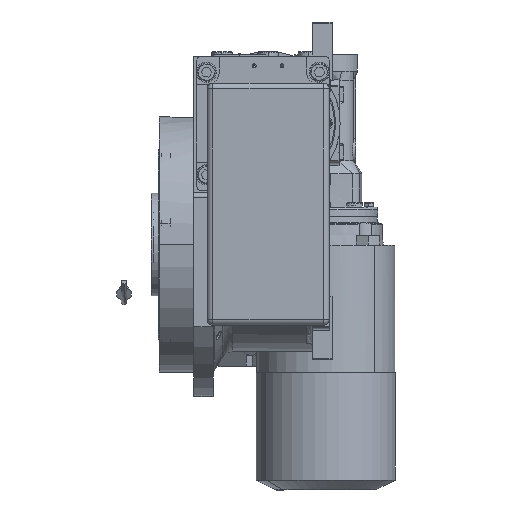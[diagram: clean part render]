
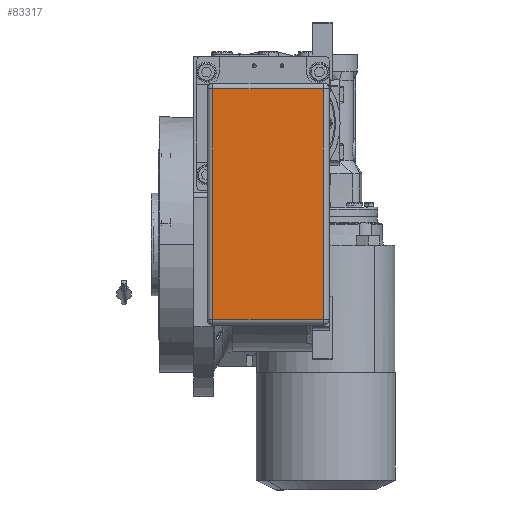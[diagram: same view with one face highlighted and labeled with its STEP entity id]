
A CAD part, left-side view. The second image highlights one B-rep face of the part: STEP entity #83317.
In plain terms, the highlighted face is planar.
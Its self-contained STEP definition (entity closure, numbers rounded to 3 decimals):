
#1809 = DIRECTION ( 'NONE',  ( -1., 0., 0. ) ) ;
#2439 = EDGE_CURVE ( 'NONE', #126094, #68856, #62760, .T. ) ;
#3739 = CARTESIAN_POINT ( 'NONE',  ( 90., 115., -48. ) ) ;
#7185 = DIRECTION ( 'NONE',  ( 0., 1., 0. ) ) ;
#18302 = VERTEX_POINT ( 'NONE', #84462 ) ;
#18733 = EDGE_CURVE ( 'NONE', #18302, #33967, #92804, .T. ) ;
#29133 = LINE ( 'NONE', #30402, #103728 ) ;
#30402 = CARTESIAN_POINT ( 'NONE',  ( -110., 115., -48. ) ) ;
#31468 = EDGE_CURVE ( 'NONE', #68856, #18302, #112804, .T. ) ;
#32237 = VECTOR ( 'NONE', #34272, 1000. ) ;
#32541 = EDGE_LOOP ( 'NONE', ( #112249, #65577, #75652, #98795 ) ) ;
#33967 = VERTEX_POINT ( 'NONE', #114366 ) ;
#34272 = DIRECTION ( 'NONE',  ( 0., 0., -1. ) ) ;
#53603 = DIRECTION ( 'NONE',  ( 1., 0., 0. ) ) ;
#55420 = CARTESIAN_POINT ( 'NONE',  ( -110., 115., 48. ) ) ;
#62760 = LINE ( 'NONE', #55420, #128338 ) ;
#65577 = ORIENTED_EDGE ( 'NONE', *, *, #124028, .T. ) ;
#67613 = CARTESIAN_POINT ( 'NONE',  ( 95., 115., 53. ) ) ;
#68251 = DIRECTION ( 'NONE',  ( 1., 0., 0. ) ) ;
#68856 = VERTEX_POINT ( 'NONE', #103270 ) ;
#75652 = ORIENTED_EDGE ( 'NONE', *, *, #2439, .T. ) ;
#76538 = AXIS2_PLACEMENT_3D ( 'NONE', #67613, #7185, #68251 ) ;
#83317 = ADVANCED_FACE ( 'NONE', ( #96250 ), #126162, .T. ) ;
#84462 = CARTESIAN_POINT ( 'NONE',  ( 90., 115., 48. ) ) ;
#89718 = VECTOR ( 'NONE', #53603, 1000. ) ;
#91994 = CARTESIAN_POINT ( 'NONE',  ( 90., 115., 48. ) ) ;
#92804 = LINE ( 'NONE', #3739, #32237 ) ;
#96250 = FACE_OUTER_BOUND ( 'NONE', #32541, .T. ) ;
#98795 = ORIENTED_EDGE ( 'NONE', *, *, #31468, .T. ) ;
#103270 = CARTESIAN_POINT ( 'NONE',  ( -110., 115., 48. ) ) ;
#103728 = VECTOR ( 'NONE', #1809, 1000. ) ;
#112249 = ORIENTED_EDGE ( 'NONE', *, *, #18733, .T. ) ;
#112804 = LINE ( 'NONE', #91994, #89718 ) ;
#114366 = CARTESIAN_POINT ( 'NONE',  ( 90., 115., -48. ) ) ;
#116384 = CARTESIAN_POINT ( 'NONE',  ( -110., 115., -48. ) ) ;
#116538 = DIRECTION ( 'NONE',  ( 0., 0., 1. ) ) ;
#124028 = EDGE_CURVE ( 'NONE', #33967, #126094, #29133, .T. ) ;
#126094 = VERTEX_POINT ( 'NONE', #116384 ) ;
#126162 = PLANE ( 'NONE',  #76538 ) ;
#128338 = VECTOR ( 'NONE', #116538, 1000. ) ;
